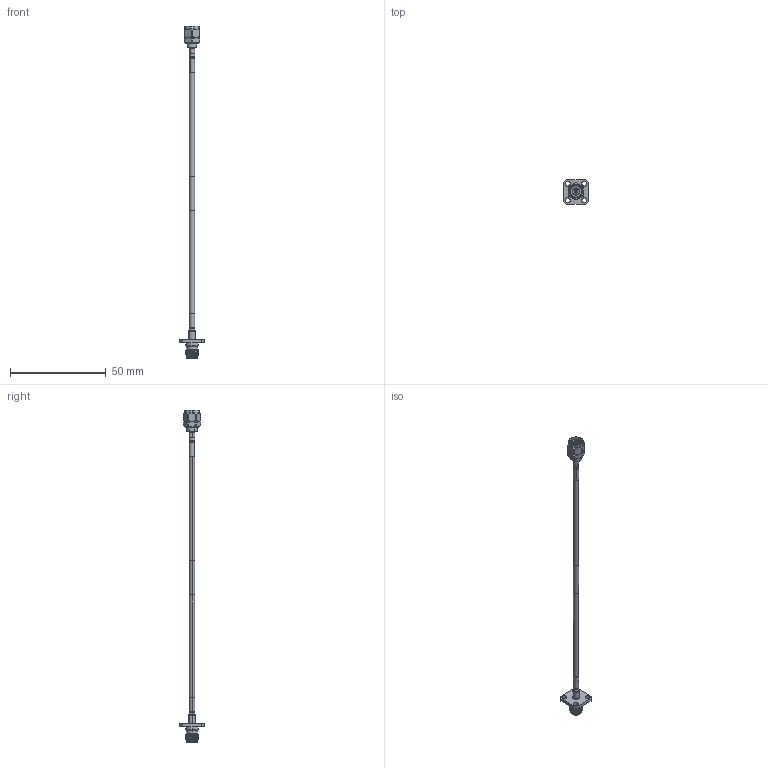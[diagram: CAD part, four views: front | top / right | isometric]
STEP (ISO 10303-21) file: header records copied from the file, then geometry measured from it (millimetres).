
FILE_DESCRIPTION (( 'STEP AP214' ), '1' );
FILE_NAME ('FMCA100349_3D.step', '2025-11-11T18:12:57', ( '' ), ( '' ), 'SwSTEP 2.0', 'SolidWorks 2025', '' );
FILE_SCHEMA (( 'AUTOMOTIVE_DESIGN' ));
Length unit declared in the file: inch
Products named in the file (6): Copy (2) of HEAT SHRINK^FMCA100349; PE45413; Copy of HEAT SHRINK^FMCA100349; PE-SR405FLJ_WITH LABEL; FMCA100349_3D; PE44904
Assembly tree (5 placements, depth 2):
  FMCA100349_3D
    PE-SR405FLJ_WITH LABEL
    PE45413
    PE44904
    Copy of HEAT SHRINK^FMCA100349
    Copy (2) of HEAT SHRINK^FMCA100349
Bounding box: 12.7 x 12.7 x 173.48 mm (x, y, z)
Volume: 1655.6 mm3; surface area: 3269.5 mm2
Topology: 7 solids, 7 shells, 262 faces, 617 edges, 389 vertices
Faces by surface type: cylinder 131, plane 63, cone 40, torus 22, bspline 6
Entity records: 11324 total; most frequent: CARTESIAN_POINT 5080, DIRECTION 1314, ORIENTED_EDGE 1234, EDGE_CURVE 617, AXIS2_PLACEMENT_3D 550, VERTEX_POINT 389, EDGE_LOOP 306, CIRCLE 286
